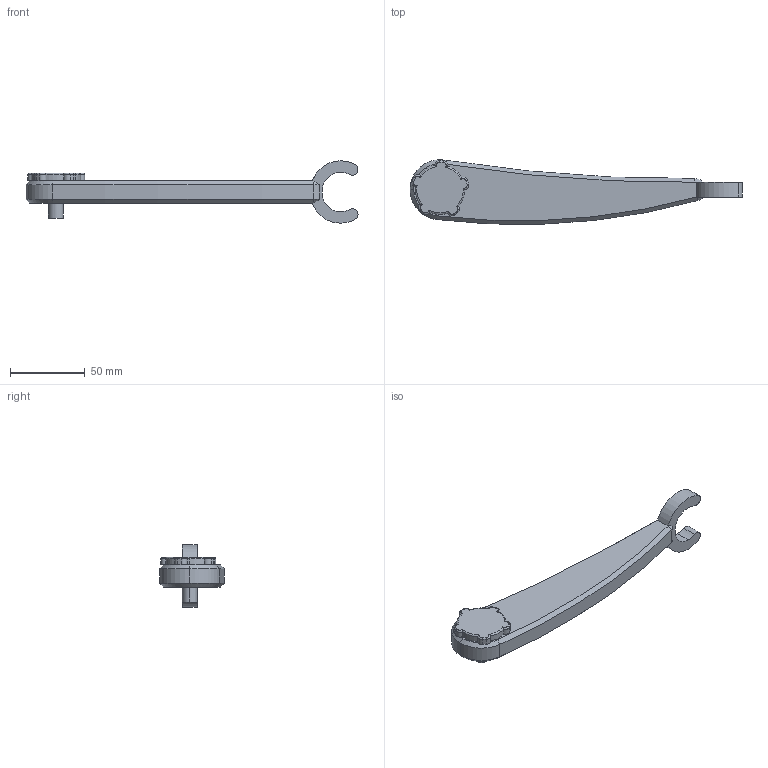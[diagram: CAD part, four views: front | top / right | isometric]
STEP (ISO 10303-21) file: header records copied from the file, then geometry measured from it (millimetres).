
FILE_DESCRIPTION (( 'STEP AP203' ), '1' );
FILE_NAME ('Part2_robotic_arm_Default_sldprt.STEP', '2023-12-13T13:05:22', ( '' ), ( '' ), 'SwSTEP 2.0', 'SolidWorks 2021', '' );
FILE_SCHEMA (( 'CONFIG_CONTROL_DESIGN' ));
Length unit declared in the file: millimetre
Products named in the file (1): Part2_robotic_arm_Default_sldprt
Bounding box: 221.45 x 43.02 x 41.58 mm (x, y, z)
Volume: 97156.9 mm3; surface area: 20251.8 mm2
Topology: 1 solids, 1 shells, 87 faces, 214 edges, 130 vertices
Faces by surface type: cylinder 41, torus 19, plane 16, cone 11
Entity records: 2766 total; most frequent: CARTESIAN_POINT 570, DIRECTION 497, ORIENTED_EDGE 428, AXIS2_PLACEMENT_3D 215, EDGE_CURVE 214, VERTEX_POINT 130, CIRCLE 127, EDGE_LOOP 88
